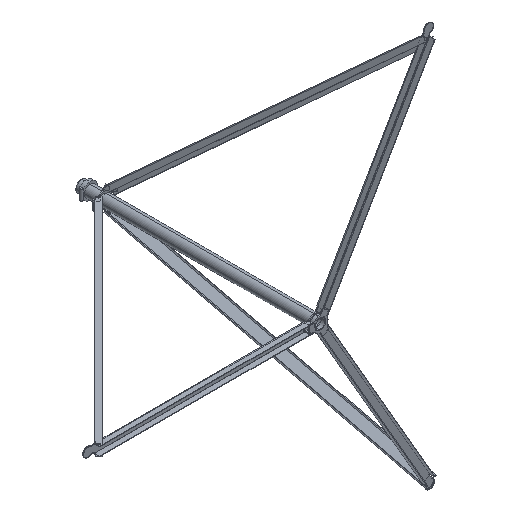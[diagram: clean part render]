
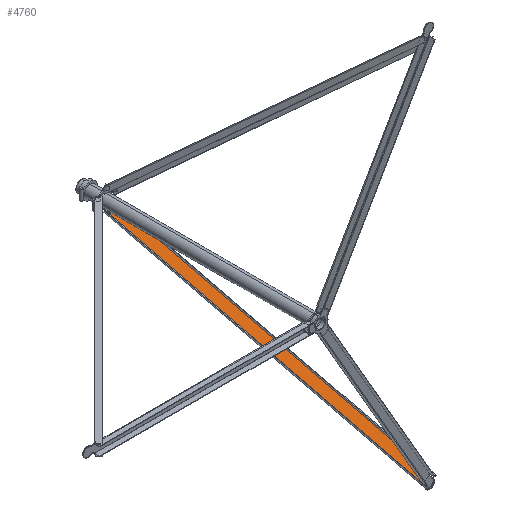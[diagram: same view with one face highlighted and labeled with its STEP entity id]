
A CAD part, isometric view. The second image highlights one B-rep face of the part: STEP entity #4760.
In plain terms, the highlighted face is planar.
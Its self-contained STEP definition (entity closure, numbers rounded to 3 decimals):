
#35 = VECTOR ( 'NONE', #5045, 1000. ) ;
#265 = CARTESIAN_POINT ( 'NONE',  ( 33.59, 19.65, 1.75 ) ) ;
#283 = EDGE_CURVE ( 'NONE', #4240, #4218, #8501, .T. ) ;
#292 = CARTESIAN_POINT ( 'NONE',  ( 1176.59, 19.65, 0. ) ) ;
#447 = CARTESIAN_POINT ( 'NONE',  ( 33.59, 19.65, -6.55 ) ) ;
#645 = VERTEX_POINT ( 'NONE', #2912 ) ;
#768 = CARTESIAN_POINT ( 'NONE',  ( 33.59, 19.65, -41.75 ) ) ;
#1051 = CARTESIAN_POINT ( 'NONE',  ( 757.69, 19.65, -0.25 ) ) ;
#1206 = DIRECTION ( 'NONE',  ( 0., 0., -1. ) ) ;
#1566 = EDGE_CURVE ( 'NONE', #645, #4240, #8035, .T. ) ;
#1710 = CARTESIAN_POINT ( 'NONE',  ( 33.59, 19.65, -0.25 ) ) ;
#2137 = LINE ( 'NONE', #1051, #5539 ) ;
#2204 = ORIENTED_EDGE ( 'NONE', *, *, #6170, .F. ) ;
#2227 = VECTOR ( 'NONE', #5541, 1000. ) ;
#2254 = CARTESIAN_POINT ( 'NONE',  ( 1176.59, 19.65, -39.75 ) ) ;
#2319 = CARTESIAN_POINT ( 'NONE',  ( 33.59, 19.65, -39.75 ) ) ;
#2374 = CARTESIAN_POINT ( 'NONE',  ( 757.69, 19.65, -39.75 ) ) ;
#2437 = DIRECTION ( 'NONE',  ( -1., 0., 0. ) ) ;
#2462 = LINE ( 'NONE', #6153, #3612 ) ;
#2472 = VERTEX_POINT ( 'NONE', #447 ) ;
#2549 = LINE ( 'NONE', #7965, #4127 ) ;
#2641 = VERTEX_POINT ( 'NONE', #6742 ) ;
#2713 = EDGE_CURVE ( 'NONE', #5237, #2472, #2462, .T. ) ;
#2912 = CARTESIAN_POINT ( 'NONE',  ( 33.59, 19.65, -33.45 ) ) ;
#3064 = DIRECTION ( 'NONE',  ( 0., 0., -1. ) ) ;
#3245 = LINE ( 'NONE', #6907, #8421 ) ;
#3471 = DIRECTION ( 'NONE',  ( 1., 0., 0. ) ) ;
#3612 = VECTOR ( 'NONE', #3471, 1000. ) ;
#3803 = ORIENTED_EDGE ( 'NONE', *, *, #283, .T. ) ;
#3850 = VERTEX_POINT ( 'NONE', #3902 ) ;
#3897 = DIRECTION ( 'NONE',  ( 1., 0., 0. ) ) ;
#3902 = CARTESIAN_POINT ( 'NONE',  ( 32.761, 19.65, -33.45 ) ) ;
#3943 = LINE ( 'NONE', #292, #7527 ) ;
#4127 = VECTOR ( 'NONE', #1206, 1000. ) ;
#4218 = VERTEX_POINT ( 'NONE', #2254 ) ;
#4240 = VERTEX_POINT ( 'NONE', #2319 ) ;
#4251 = DIRECTION ( 'NONE',  ( -1., 0., 0. ) ) ;
#4301 = ORIENTED_EDGE ( 'NONE', *, *, #7628, .T. ) ;
#4514 = ORIENTED_EDGE ( 'NONE', *, *, #6889, .T. ) ;
#4760 = ADVANCED_FACE ( 'NONE', ( #5641 ), #8445, .T. ) ;
#4968 = EDGE_LOOP ( 'NONE', ( #5051, #3803, #5924, #4514, #7472, #7496, #4301, #2204 ) ) ;
#5035 = EDGE_CURVE ( 'NONE', #4218, #2641, #3943, .T. ) ;
#5045 = DIRECTION ( 'NONE',  ( 0., 0., -1. ) ) ;
#5051 = ORIENTED_EDGE ( 'NONE', *, *, #1566, .T. ) ;
#5072 = DIRECTION ( 'NONE',  ( 0., 0., 1. ) ) ;
#5237 = VERTEX_POINT ( 'NONE', #8687 ) ;
#5264 = LINE ( 'NONE', #265, #35 ) ;
#5539 = VECTOR ( 'NONE', #2437, 1000. ) ;
#5541 = DIRECTION ( 'NONE',  ( 0., 0., -1. ) ) ;
#5641 = FACE_OUTER_BOUND ( 'NONE', #4968, .T. ) ;
#5788 = AXIS2_PLACEMENT_3D ( 'NONE', #2374, #7093, #3064 ) ;
#5924 = ORIENTED_EDGE ( 'NONE', *, *, #5035, .T. ) ;
#6153 = CARTESIAN_POINT ( 'NONE',  ( 22.768, 19.65, -6.55 ) ) ;
#6170 = EDGE_CURVE ( 'NONE', #645, #3850, #3245, .T. ) ;
#6742 = CARTESIAN_POINT ( 'NONE',  ( 1176.59, 19.65, -0.25 ) ) ;
#6889 = EDGE_CURVE ( 'NONE', #2641, #7423, #2137, .T. ) ;
#6907 = CARTESIAN_POINT ( 'NONE',  ( 33.59, 19.65, -33.45 ) ) ;
#7093 = DIRECTION ( 'NONE',  ( 0., -1., 0. ) ) ;
#7423 = VERTEX_POINT ( 'NONE', #1710 ) ;
#7472 = ORIENTED_EDGE ( 'NONE', *, *, #8504, .T. ) ;
#7496 = ORIENTED_EDGE ( 'NONE', *, *, #2713, .F. ) ;
#7527 = VECTOR ( 'NONE', #5072, 1000. ) ;
#7628 = EDGE_CURVE ( 'NONE', #5237, #3850, #2549, .T. ) ;
#7958 = CARTESIAN_POINT ( 'NONE',  ( 757.69, 19.65, -39.75 ) ) ;
#7965 = CARTESIAN_POINT ( 'NONE',  ( 32.761, 19.65, -39.75 ) ) ;
#8035 = LINE ( 'NONE', #768, #2227 ) ;
#8395 = VECTOR ( 'NONE', #3897, 1000. ) ;
#8421 = VECTOR ( 'NONE', #4251, 1000. ) ;
#8445 = PLANE ( 'NONE',  #5788 ) ;
#8501 = LINE ( 'NONE', #7958, #8395 ) ;
#8504 = EDGE_CURVE ( 'NONE', #7423, #2472, #5264, .T. ) ;
#8687 = CARTESIAN_POINT ( 'NONE',  ( 32.761, 19.65, -6.55 ) ) ;
